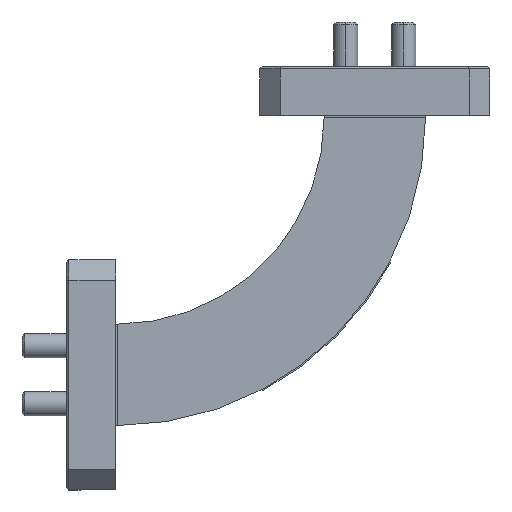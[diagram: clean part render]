
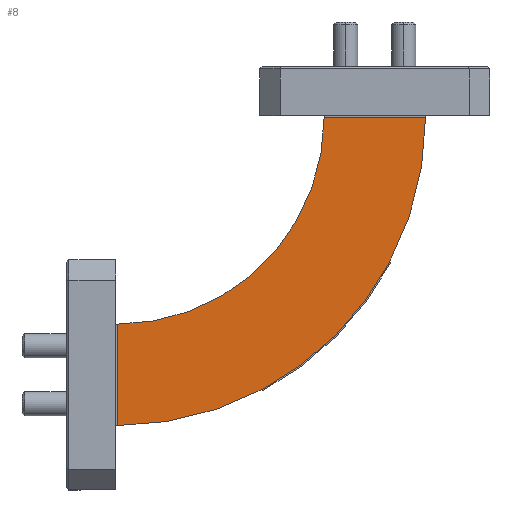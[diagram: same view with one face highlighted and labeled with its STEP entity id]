
A CAD part, left-side view. The second image highlights one B-rep face of the part: STEP entity #8.
In plain terms, the highlighted planar face has unit normal (-1, 0, 0).
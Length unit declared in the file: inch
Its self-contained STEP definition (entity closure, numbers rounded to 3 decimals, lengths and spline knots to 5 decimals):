
#8 = ADVANCED_FACE ( 'NONE', ( #1059 ), #106, .F. ) ;
#106 = PLANE ( 'NONE',  #7521 ) ;
#1059 = FACE_OUTER_BOUND ( 'NONE', #7968, .T. ) ;
#1142 = VECTOR ( 'NONE', #7920, 39.37008 ) ;
#1586 = AXIS2_PLACEMENT_3D ( 'NONE', #4844, #7354, #15459 ) ;
#1689 = CARTESIAN_POINT ( 'NONE',  ( -0.11693, 0.98425, -1.3752 ) ) ;
#2110 = ORIENTED_EDGE ( 'NONE', *, *, #12542, .F. ) ;
#2239 = CARTESIAN_POINT ( 'NONE',  ( -0.11693, 0.98425, -0.19685 ) ) ;
#2298 = ORIENTED_EDGE ( 'NONE', *, *, #10138, .F. ) ;
#2380 = EDGE_CURVE ( 'NONE', #6472, #8783, #8041, .T. ) ;
#3533 = DIRECTION ( 'NONE',  ( 0., 0., -1. ) ) ;
#4691 = LINE ( 'NONE', #17117, #1142 ) ;
#4747 = ORIENTED_EDGE ( 'NONE', *, *, #16834, .T. ) ;
#4778 = CARTESIAN_POINT ( 'NONE',  ( -0.11693, 0.98425, -0.98701 ) ) ;
#4844 = CARTESIAN_POINT ( 'NONE',  ( -0.11693, 0.98425, -0.19685 ) ) ;
#5422 = CARTESIAN_POINT ( 'NONE',  ( -0.11693, -0.19409, -0.19685 ) ) ;
#5839 = CARTESIAN_POINT ( 'NONE',  ( -0.11693, 0.19409, -0.19685 ) ) ;
#6232 = CARTESIAN_POINT ( 'NONE',  ( -0.11693, -0.19409, -0.19685 ) ) ;
#6472 = VERTEX_POINT ( 'NONE', #17127 ) ;
#7188 = ORIENTED_EDGE ( 'NONE', *, *, #12921, .F. ) ;
#7354 = DIRECTION ( 'NONE',  ( 1., 0., 0. ) ) ;
#7521 = AXIS2_PLACEMENT_3D ( 'NONE', #5422, #11728, #9109 ) ;
#7532 = VECTOR ( 'NONE', #13572, 39.37008 ) ;
#7617 = CIRCLE ( 'NONE', #8265, 1.17835 ) ;
#7649 = CARTESIAN_POINT ( 'NONE',  ( -0.11693, 0.98425, -0.19685 ) ) ;
#7920 = DIRECTION ( 'NONE',  ( 0., -1., 0. ) ) ;
#7950 = DIRECTION ( 'NONE',  ( 0., -1., 0. ) ) ;
#7968 = EDGE_LOOP ( 'NONE', ( #2298, #17254, #7188, #2110, #11731, #4747 ) ) ;
#8041 = CIRCLE ( 'NONE', #8282, 1.17835 ) ;
#8265 = AXIS2_PLACEMENT_3D ( 'NONE', #17159, #15766, #7950 ) ;
#8282 = AXIS2_PLACEMENT_3D ( 'NONE', #2239, #16885, #3533 ) ;
#8607 = CARTESIAN_POINT ( 'NONE',  ( -0.11693, -0.05637, -0.74967 ) ) ;
#8783 = VERTEX_POINT ( 'NONE', #8607 ) ;
#8926 = DIRECTION ( 'NONE',  ( 1., 0., 0. ) ) ;
#9109 = DIRECTION ( 'NONE',  ( 0., 0., -1. ) ) ;
#10138 = EDGE_CURVE ( 'NONE', #6472, #14466, #12872, .T. ) ;
#10211 = VERTEX_POINT ( 'NONE', #6232 ) ;
#11059 = LINE ( 'NONE', #12358, #7532 ) ;
#11074 = AXIS2_PLACEMENT_3D ( 'NONE', #7649, #8926, #11546 ) ;
#11333 = VERTEX_POINT ( 'NONE', #4778 ) ;
#11546 = DIRECTION ( 'NONE',  ( 0., -1., 0. ) ) ;
#11728 = DIRECTION ( 'NONE',  ( 1., 0., 0. ) ) ;
#11731 = ORIENTED_EDGE ( 'NONE', *, *, #16178, .T. ) ;
#12358 = CARTESIAN_POINT ( 'NONE',  ( -0.11693, 0.98425, -1.3752 ) ) ;
#12542 = EDGE_CURVE ( 'NONE', #14362, #10211, #4691, .T. ) ;
#12872 = CIRCLE ( 'NONE', #11074, 1.17835 ) ;
#12921 = EDGE_CURVE ( 'NONE', #10211, #8783, #7617, .T. ) ;
#13572 = DIRECTION ( 'NONE',  ( 0., 0., -1. ) ) ;
#14362 = VERTEX_POINT ( 'NONE', #5839 ) ;
#14466 = VERTEX_POINT ( 'NONE', #1689 ) ;
#15459 = DIRECTION ( 'NONE',  ( 0., -1., 0. ) ) ;
#15683 = CIRCLE ( 'NONE', #1586, 0.79016 ) ;
#15766 = DIRECTION ( 'NONE',  ( 1., 0., 0. ) ) ;
#16178 = EDGE_CURVE ( 'NONE', #14362, #11333, #15683, .T. ) ;
#16834 = EDGE_CURVE ( 'NONE', #11333, #14466, #11059, .T. ) ;
#16885 = DIRECTION ( 'NONE',  ( -1., 0., 0. ) ) ;
#17117 = CARTESIAN_POINT ( 'NONE',  ( -0.11693, -0.19409, -0.19685 ) ) ;
#17127 = CARTESIAN_POINT ( 'NONE',  ( -0.11693, 0.43143, -1.23747 ) ) ;
#17159 = CARTESIAN_POINT ( 'NONE',  ( -0.11693, 0.98425, -0.19685 ) ) ;
#17254 = ORIENTED_EDGE ( 'NONE', *, *, #2380, .T. ) ;
